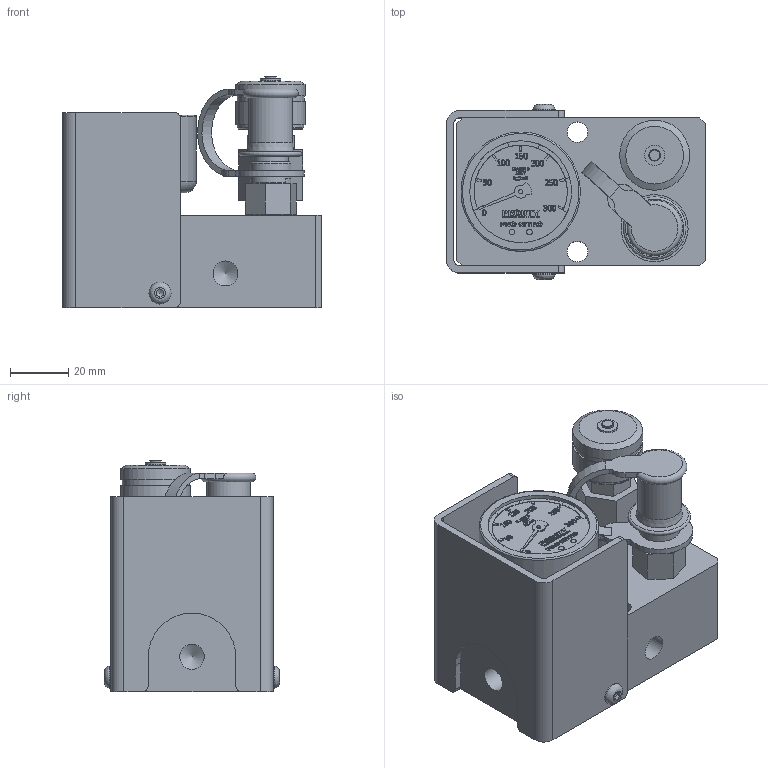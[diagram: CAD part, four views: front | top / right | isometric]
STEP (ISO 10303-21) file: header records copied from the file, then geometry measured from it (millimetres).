
FILE_DESCRIPTION(/* description */ (''),/* implementation_level */ '2;1');
FILE_NAME(/* name */ 'PNPL-20-015.stp',/* time_stamp */ '2025-01-06T14:21:26-03:00',/* author */ ('Jefferson'),/* organization */ (''),/* preprocessor_version */ 'ST-DEVELOPER v19',/* originating_system */ 'Autodesk Inventor 2023',/* authorisation */ '');
FILE_SCHEMA (('AUTOMOTIVE_DESIGN { 1 0 10303 214 3 1 1 }'));
Length unit declared in the file: millimetre
Products named in the file (11): PNPL-30-015; BLOCO PAINEL PNPL-30-015; PROTECAO PNPL-30-015; ANSI B18.3.4M - M4 x 0.7 x 10(2); PNK-G1-8-VEX; PNK-R1-2-ER-M; PNK-R1-2-ER-M-ENGATE; PNK-R1-2-ER-M-TAMPA; PNK-MN-40-R1-8-T; PNK-MN-R1-8-40-T-CARCACA; PNK-MN-40-ARTE
Assembly tree (11 placements, depth 3):
  PNPL-30-015
    BLOCO PAINEL PNPL-30-015
    PROTECAO PNPL-30-015
    ANSI B18.3.4M - M4 x 0.7 x 10(2)  x2
    PNK-G1-8-VEX
    PNK-R1-2-ER-M
      PNK-R1-2-ER-M-ENGATE
      PNK-R1-2-ER-M-TAMPA
    PNK-MN-40-R1-8-T
      PNK-MN-R1-8-40-T-CARCACA
      PNK-MN-40-ARTE
Bounding box: 89 x 60.2 x 79.45 mm (x, y, z)
Volume: 209457.3 mm3; surface area: 59286.5 mm2
Topology: 9 solids, 11 shells, 1209 faces, 3159 edges, 2099 vertices
Faces by surface type: plane 644, bspline 434, cylinder 90, cone 29, torus 12
Full cylindrical faces by diameter (mm): 0.881 x1, 1.471 x1, 2 x2, 3.2 x2, 3.242 x4, 4 x3, 4.5 x2, 5.814 x1, 7 x3, 7.6 x2, 8.4 x1, 8.566 x7, 9.728 x1, 9.8 x1, 10.18 x1, 10.5 x2, 11.9 x1, 12 x3, 12.7 x2, 14 x3, 15 x1, 16 x1, 22.8 x1, 23 x1, 24 x2, 35 x2, 41 x1
Entity records: 40749 total; most frequent: CARTESIAN_POINT 13363, ORIENTED_EDGE 6222, DIRECTION 4060, EDGE_CURVE 3111, VERTEX_POINT 2075, LINE 1974, VECTOR 1974, EDGE_LOOP 1346
